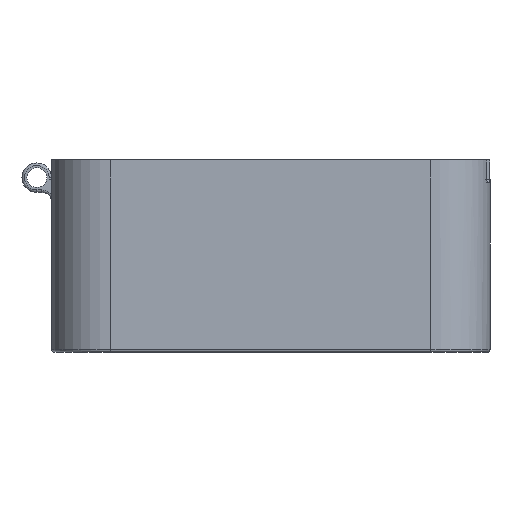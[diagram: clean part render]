
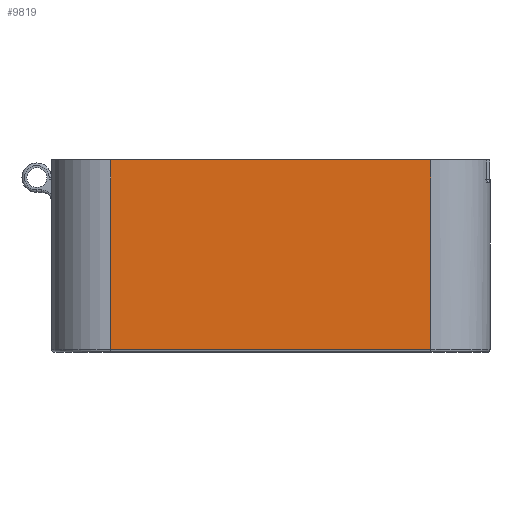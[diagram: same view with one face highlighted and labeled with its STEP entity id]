
A CAD part, left-side view. The second image highlights one B-rep face of the part: STEP entity #9819.
In plain terms, the highlighted planar face has unit normal (-1, 0, 0).
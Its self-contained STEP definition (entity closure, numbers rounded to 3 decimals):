
#179 = CARTESIAN_POINT ( 'NONE',  ( -135., -32.5, 36. ) ) ;
#201 = ORIENTED_EDGE ( 'NONE', *, *, #10310, .T. ) ;
#241 = FACE_OUTER_BOUND ( 'NONE', #673, .T. ) ;
#303 = AXIS2_PLACEMENT_3D ( 'NONE', #5099, #3561, #6912 ) ;
#311 = VECTOR ( 'NONE', #651, 1000. ) ;
#345 = EDGE_CURVE ( 'NONE', #1364, #9450, #6031, .T. ) ;
#651 = DIRECTION ( 'NONE',  ( 0., -1., 0. ) ) ;
#673 = EDGE_LOOP ( 'NONE', ( #4130, #201, #10765, #4229 ) ) ;
#693 = CARTESIAN_POINT ( 'NONE',  ( -135., 32.5, 36. ) ) ;
#810 = CARTESIAN_POINT ( 'NONE',  ( -135., 0., -2.5 ) ) ;
#1021 = EDGE_CURVE ( 'NONE', #9450, #10269, #4816, .T. ) ;
#1364 = VERTEX_POINT ( 'NONE', #7328 ) ;
#1860 = LINE ( 'NONE', #179, #6718 ) ;
#2447 = CARTESIAN_POINT ( 'NONE',  ( -135., 32.5, -2.5 ) ) ;
#2892 = CARTESIAN_POINT ( 'NONE',  ( -135., -32.5, -2.5 ) ) ;
#3561 = DIRECTION ( 'NONE',  ( -1., 0., 0. ) ) ;
#3881 = DIRECTION ( 'NONE',  ( 0., 0., -1. ) ) ;
#4130 = ORIENTED_EDGE ( 'NONE', *, *, #1021, .T. ) ;
#4229 = ORIENTED_EDGE ( 'NONE', *, *, #345, .T. ) ;
#4276 = PLANE ( 'NONE',  #303 ) ;
#4333 = DIRECTION ( 'NONE',  ( 0., 1., 0. ) ) ;
#4816 = LINE ( 'NONE', #10501, #8239 ) ;
#5099 = CARTESIAN_POINT ( 'NONE',  ( -135., 0., 36. ) ) ;
#5287 = VECTOR ( 'NONE', #4333, 1000. ) ;
#6031 = LINE ( 'NONE', #9253, #5287 ) ;
#6718 = VECTOR ( 'NONE', #7715, 1000. ) ;
#6912 = DIRECTION ( 'NONE',  ( 0., 0., 1. ) ) ;
#7328 = CARTESIAN_POINT ( 'NONE',  ( -135., -32.5, 36. ) ) ;
#7715 = DIRECTION ( 'NONE',  ( 0., 0., -1. ) ) ;
#8239 = VECTOR ( 'NONE', #3881, 1000. ) ;
#8941 = EDGE_CURVE ( 'NONE', #1364, #9045, #1860, .T. ) ;
#9045 = VERTEX_POINT ( 'NONE', #2892 ) ;
#9253 = CARTESIAN_POINT ( 'NONE',  ( -135., 0., 36. ) ) ;
#9450 = VERTEX_POINT ( 'NONE', #693 ) ;
#9819 = ADVANCED_FACE ( 'NONE', ( #241 ), #4276, .T. ) ;
#9935 = LINE ( 'NONE', #810, #311 ) ;
#10269 = VERTEX_POINT ( 'NONE', #2447 ) ;
#10310 = EDGE_CURVE ( 'NONE', #10269, #9045, #9935, .T. ) ;
#10501 = CARTESIAN_POINT ( 'NONE',  ( -135., 32.5, 36. ) ) ;
#10765 = ORIENTED_EDGE ( 'NONE', *, *, #8941, .F. ) ;
